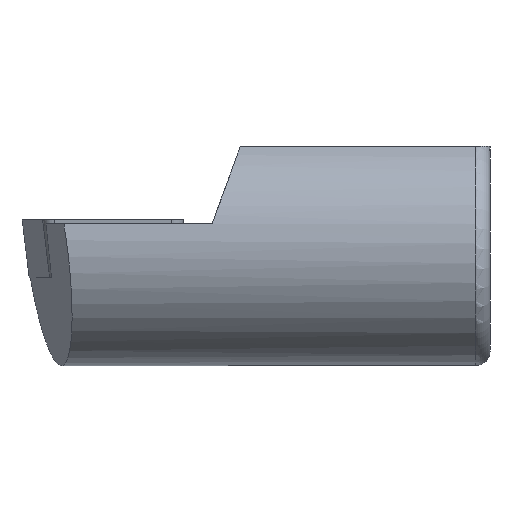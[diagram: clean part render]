
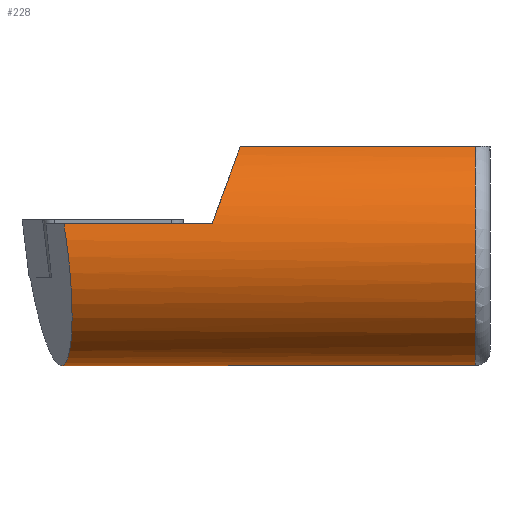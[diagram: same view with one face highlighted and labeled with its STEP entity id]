
A CAD part, front view. The second image highlights one B-rep face of the part: STEP entity #228.
In plain terms, the highlighted cylindrical face has radius 8 mm (diameter 16 mm), a partial arc.
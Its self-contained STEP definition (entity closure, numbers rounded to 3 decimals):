
#23=CYLINDRICAL_SURFACE('',#570,8.);
#24=ELLIPSE('',#566,8.513,8.);
#25=ELLIPSE('',#567,8.513,8.);
#26=ELLIPSE('',#568,8.184,8.);
#27=ELLIPSE('',#569,8.184,8.);
#29=B_SPLINE_CURVE_WITH_KNOTS('',3,(#738,#739,#740,#741),.UNSPECIFIED.,
 .F.,.F.,(4,4),(0.,1.),.UNSPECIFIED.);
#228=ADVANCED_FACE('',(#254),#23,.T.);
#254=FACE_OUTER_BOUND('',#275,.T.);
#275=EDGE_LOOP('',(#403,#404,#405,#406,#407,#408,#409,#410,#411,#412,#413));
#300=LINE('',#768,#332);
#301=LINE('',#773,#333);
#302=LINE('',#774,#334);
#303=LINE('',#778,#335);
#304=LINE('',#781,#336);
#332=VECTOR('',#645,1.);
#333=VECTOR('',#648,1.);
#334=VECTOR('',#649,1.);
#335=VECTOR('',#652,1.);
#336=VECTOR('',#655,1.);
#403=ORIENTED_EDGE('',*,*,#511,.T.);
#404=ORIENTED_EDGE('',*,*,#512,.T.);
#405=ORIENTED_EDGE('',*,*,#513,.T.);
#406=ORIENTED_EDGE('',*,*,#509,.T.);
#407=ORIENTED_EDGE('',*,*,#514,.T.);
#408=ORIENTED_EDGE('',*,*,#515,.T.);
#409=ORIENTED_EDGE('',*,*,#516,.T.);
#410=ORIENTED_EDGE('',*,*,#517,.T.);
#411=ORIENTED_EDGE('',*,*,#505,.T.);
#412=ORIENTED_EDGE('',*,*,#518,.F.);
#413=ORIENTED_EDGE('',*,*,#519,.T.);
#463=VERTEX_POINT('',#736);
#465=VERTEX_POINT('',#742);
#467=VERTEX_POINT('',#756);
#468=VERTEX_POINT('',#758);
#469=VERTEX_POINT('',#769);
#470=VERTEX_POINT('',#770);
#471=VERTEX_POINT('',#772);
#472=VERTEX_POINT('',#775);
#473=VERTEX_POINT('',#777);
#474=VERTEX_POINT('',#779);
#475=VERTEX_POINT('',#782);
#505=EDGE_CURVE('',#465,#463,#29,.T.);
#509=EDGE_CURVE('',#468,#467,#540,.T.);
#511=EDGE_CURVE('',#469,#470,#300,.T.);
#512=EDGE_CURVE('',#470,#471,#24,.T.);
#513=EDGE_CURVE('',#471,#468,#301,.T.);
#514=EDGE_CURVE('',#467,#472,#302,.T.);
#515=EDGE_CURVE('',#472,#473,#25,.T.);
#516=EDGE_CURVE('',#473,#474,#303,.T.);
#517=EDGE_CURVE('',#474,#465,#26,.T.);
#518=EDGE_CURVE('',#475,#463,#304,.T.);
#519=EDGE_CURVE('',#475,#469,#27,.T.);
#540=CIRCLE('',#564,8.);
#564=AXIS2_PLACEMENT_3D('',#757,#641,#642);
#566=AXIS2_PLACEMENT_3D('',#771,#646,#647);
#567=AXIS2_PLACEMENT_3D('',#776,#650,#651);
#568=AXIS2_PLACEMENT_3D('',#780,#653,#654);
#569=AXIS2_PLACEMENT_3D('',#783,#656,#657);
#570=AXIS2_PLACEMENT_3D('',#784,#658,#659);
#641=DIRECTION('',(-1.,0.,0.));
#642=DIRECTION('',(0.,0.,1.));
#645=DIRECTION('',(1.,0.,0.));
#646=DIRECTION('',(0.94,0.,-0.342));
#647=DIRECTION('',(-0.342,0.,-0.94));
#648=DIRECTION('',(1.,0.,0.));
#649=DIRECTION('',(-1.,0.,0.));
#650=DIRECTION('',(0.94,0.,-0.342));
#651=DIRECTION('',(-0.342,0.,-0.94));
#652=DIRECTION('',(-1.,0.,0.));
#653=DIRECTION('',(0.977,0.172,0.122));
#654=DIRECTION('',(-0.211,0.798,0.564));
#655=DIRECTION('',(-1.,0.,0.));
#656=DIRECTION('',(0.977,0.172,-0.122));
#657=DIRECTION('',(-0.211,0.798,-0.564));
#658=DIRECTION('',(-1.,0.,0.));
#659=DIRECTION('',(0.,0.,1.));
#736=CARTESIAN_POINT('',(0.594,7.754,-1.97));
#738=CARTESIAN_POINT('',(0.628,7.67,-2.275));
#739=CARTESIAN_POINT('',(0.61,7.699,-2.175));
#740=CARTESIAN_POINT('',(0.601,7.728,-2.073));
#741=CARTESIAN_POINT('',(0.594,7.754,-1.97));
#742=CARTESIAN_POINT('',(0.628,7.67,-2.275));
#756=CARTESIAN_POINT('',(31.,-3.873,7.));
#757=CARTESIAN_POINT('',(31.,0.,0.));
#758=CARTESIAN_POINT('',(31.,3.873,7.));
#768=CARTESIAN_POINT('',(0.,7.817,1.7));
#769=CARTESIAN_POINT('',(9.602,7.817,1.7));
#770=CARTESIAN_POINT('',(13.,7.817,1.7));
#771=CARTESIAN_POINT('',(12.381,0.,0.));
#772=CARTESIAN_POINT('',(14.929,3.873,7.));
#773=CARTESIAN_POINT('',(0.,3.873,7.));
#774=CARTESIAN_POINT('',(0.,-3.873,7.));
#775=CARTESIAN_POINT('',(14.929,-3.873,7.));
#776=CARTESIAN_POINT('',(12.381,0.,0.));
#777=CARTESIAN_POINT('',(13.,-7.817,1.7));
#778=CARTESIAN_POINT('',(0.,-7.817,1.7));
#779=CARTESIAN_POINT('',(2.863,-7.817,1.7));
#780=CARTESIAN_POINT('',(1.696,0.,0.));
#781=CARTESIAN_POINT('',(0.,7.754,-1.97));
#782=CARTESIAN_POINT('',(9.155,7.754,-1.97));
#783=CARTESIAN_POINT('',(10.768,0.,0.));
#784=CARTESIAN_POINT('',(0.,0.,0.));
